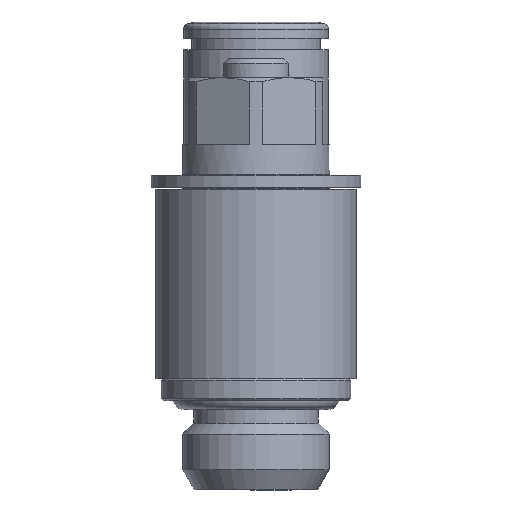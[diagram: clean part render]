
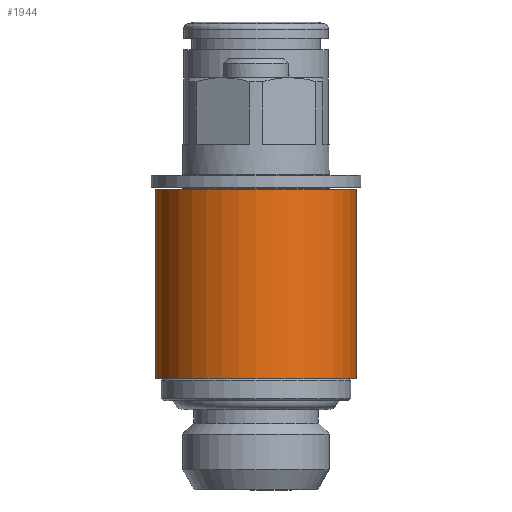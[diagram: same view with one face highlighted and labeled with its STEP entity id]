
A CAD part, left-side view. The second image highlights one B-rep face of the part: STEP entity #1944.
In plain terms, the highlighted cylindrical face has radius 9 mm (diameter 18 mm), a full revolution.
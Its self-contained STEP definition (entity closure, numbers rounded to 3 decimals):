
#65=FACE_BOUND('',#623,.T.);
#66=FACE_BOUND('',#624,.T.);
#173=B_SPLINE_CURVE_WITH_KNOTS('',3,(#3859,#3860,#3861,#3862,#3863,#3864,
#3865,#3866,#3867,#3868,#3869,#3870,#3871,#3872,#3873,#3874,#3875,#3876,
#3877,#3878,#3879,#3880,#3881,#3882,#3883,#3884,#3885,#3886,#3887,#3888,
#3889,#3890),.UNSPECIFIED.,.F.,.F.,(4,1,1,1,1,1,1,1,1,1,1,1,1,1,1,1,1,1,
1,1,1,1,1,1,1,1,1,1,1,4),(1.5,1.507,1.522,
1.538,1.556,1.575,1.596,1.617,
1.638,1.658,1.676,1.694,1.711,
1.727,1.743,1.757,1.771,1.786,
1.801,1.817,1.834,1.852,1.871,
1.891,1.912,1.932,1.952,1.97,
1.987,2.),.UNSPECIFIED.);
#367=CYLINDRICAL_SURFACE('',#2140,9.);
#453=FACE_OUTER_BOUND('',#622,.T.);
#622=EDGE_LOOP('',(#969));
#623=EDGE_LOOP('',(#970));
#624=EDGE_LOOP('',(#971));
#969=ORIENTED_EDGE('',*,*,#1387,.T.);
#970=ORIENTED_EDGE('',*,*,#1388,.F.);
#971=ORIENTED_EDGE('',*,*,#1389,.T.);
#1387=EDGE_CURVE('',#1606,#1606,#1784,.T.);
#1388=EDGE_CURVE('',#1607,#1607,#1785,.T.);
#1389=EDGE_CURVE('',#1608,#1608,#173,.T.);
#1606=VERTEX_POINT('',#3853);
#1607=VERTEX_POINT('',#3856);
#1608=VERTEX_POINT('',#3858);
#1784=CIRCLE('',#2139,9.);
#1785=CIRCLE('',#2141,9.);
#1944=ADVANCED_FACE('',(#453,#65,#66),#367,.T.);
#2139=AXIS2_PLACEMENT_3D('',#3854,#2531,#2532);
#2140=AXIS2_PLACEMENT_3D('',#3855,#2533,#2534);
#2141=AXIS2_PLACEMENT_3D('',#3857,#2535,#2536);
#2531=DIRECTION('center_axis',(0.,0.,-1.));
#2532=DIRECTION('ref_axis',(1.,0.,0.));
#2533=DIRECTION('center_axis',(0.,0.,1.));
#2534=DIRECTION('ref_axis',(1.,0.,0.));
#2535=DIRECTION('center_axis',(0.,0.,-1.));
#2536=DIRECTION('ref_axis',(1.,0.,0.));
#3853=CARTESIAN_POINT('',(32.328,21.855,25.154));
#3854=CARTESIAN_POINT('Origin',(23.328,21.855,25.154));
#3855=CARTESIAN_POINT('Origin',(23.328,21.855,8.154));
#3856=CARTESIAN_POINT('',(32.328,21.855,8.154));
#3857=CARTESIAN_POINT('Origin',(23.328,21.855,8.154));
#3858=CARTESIAN_POINT('',(29.017,21.955,16.654));
#3859=CARTESIAN_POINT('Ctrl Pts',(28.728,29.055,16.654));
#3860=CARTESIAN_POINT('Ctrl Pts',(28.728,29.055,16.534));
#3861=CARTESIAN_POINT('Ctrl Pts',(28.738,29.048,16.147));
#3862=CARTESIAN_POINT('Ctrl Pts',(28.814,28.991,15.485));
#3863=CARTESIAN_POINT('Ctrl Pts',(29.001,28.844,14.67));
#3864=CARTESIAN_POINT('Ctrl Pts',(29.28,28.61,13.837));
#3865=CARTESIAN_POINT('Ctrl Pts',(29.642,28.277,12.994));
#3866=CARTESIAN_POINT('Ctrl Pts',(30.063,27.838,12.167));
#3867=CARTESIAN_POINT('Ctrl Pts',(30.506,27.301,11.389));
#3868=CARTESIAN_POINT('Ctrl Pts',(30.937,26.682,10.691));
#3869=CARTESIAN_POINT('Ctrl Pts',(31.328,26.003,10.091));
#3870=CARTESIAN_POINT('Ctrl Pts',(31.662,25.283,9.598));
#3871=CARTESIAN_POINT('Ctrl Pts',(31.931,24.537,9.211));
#3872=CARTESIAN_POINT('Ctrl Pts',(32.133,23.772,8.925));
#3873=CARTESIAN_POINT('Ctrl Pts',(32.266,22.999,8.739));
#3874=CARTESIAN_POINT('Ctrl Pts',(32.33,22.236,8.65));
#3875=CARTESIAN_POINT('Ctrl Pts',(32.33,21.5,8.65));
#3876=CARTESIAN_POINT('Ctrl Pts',(32.274,20.792,8.729));
#3877=CARTESIAN_POINT('Ctrl Pts',(32.163,20.095,8.883));
#3878=CARTESIAN_POINT('Ctrl Pts',(31.996,19.399,9.119));
#3879=CARTESIAN_POINT('Ctrl Pts',(31.771,18.71,9.441));
#3880=CARTESIAN_POINT('Ctrl Pts',(31.487,18.034,9.855));
#3881=CARTESIAN_POINT('Ctrl Pts',(31.148,17.38,10.365));
#3882=CARTESIAN_POINT('Ctrl Pts',(30.759,16.761,10.975));
#3883=CARTESIAN_POINT('Ctrl Pts',(30.334,16.192,11.682));
#3884=CARTESIAN_POINT('Ctrl Pts',(29.899,15.695,12.475));
#3885=CARTESIAN_POINT('Ctrl Pts',(29.488,15.287,13.33));
#3886=CARTESIAN_POINT('Ctrl Pts',(29.142,14.982,14.213));
#3887=CARTESIAN_POINT('Ctrl Pts',(28.891,14.779,15.09));
#3888=CARTESIAN_POINT('Ctrl Pts',(28.755,14.676,15.904));
#3889=CARTESIAN_POINT('Ctrl Pts',(28.728,14.655,16.422));
#3890=CARTESIAN_POINT('Ctrl Pts',(28.728,14.655,16.654));
